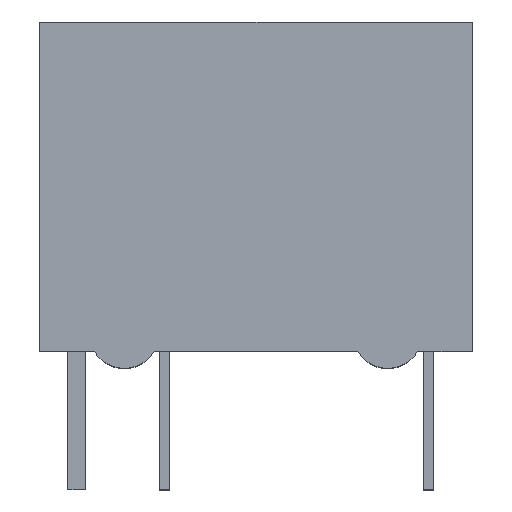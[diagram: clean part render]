
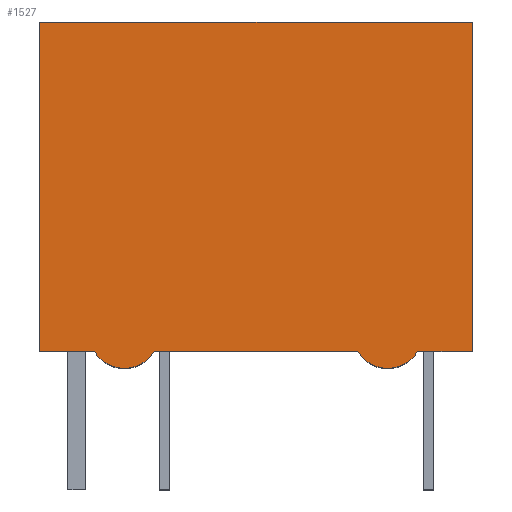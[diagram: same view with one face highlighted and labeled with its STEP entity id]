
A CAD part, top view. The second image highlights one B-rep face of the part: STEP entity #1527.
In plain terms, the highlighted planar face has unit normal (0, 0, 1).
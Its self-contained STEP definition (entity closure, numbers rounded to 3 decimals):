
#44 = ORIENTED_EDGE ( 'NONE', *, *, #91, .T. ) ;
#63 = EDGE_CURVE ( 'NONE', #982, #1100, #1551, .T. ) ;
#91 = EDGE_CURVE ( 'NONE', #1072, #972, #1642, .T. ) ;
#95 = VERTEX_POINT ( 'NONE', #1711 ) ;
#96 = ORIENTED_EDGE ( 'NONE', *, *, #105, .F. ) ;
#105 = EDGE_CURVE ( 'NONE', #1014, #886, #261, .T. ) ;
#110 = ORIENTED_EDGE ( 'NONE', *, *, #1128, .T. ) ;
#126 = LINE ( 'NONE', #127, #128 ) ;
#127 = CARTESIAN_POINT ( 'NONE',  ( 11.43, 10., 1.21 ) ) ;
#128 = VECTOR ( 'NONE', #129, 1000. ) ;
#129 = DIRECTION ( 'NONE',  ( 0., -1., 0. ) ) ;
#154 = EDGE_CURVE ( 'NONE', #850, #95, #340, .T. ) ;
#177 = ORIENTED_EDGE ( 'NONE', *, *, #1337, .F. ) ;
#232 = FACE_OUTER_BOUND ( 'NONE', #1184, .T. ) ;
#236 = PLANE ( 'NONE',  #237 ) ;
#237 = AXIS2_PLACEMENT_3D ( 'NONE', #238, #239, #240 ) ;
#238 = CARTESIAN_POINT ( 'NONE',  ( -1.07, 10., 1.21 ) ) ;
#239 = DIRECTION ( 'NONE',  ( 0., 0., -1. ) ) ;
#240 = DIRECTION ( 'NONE',  ( -1., 0., 0. ) ) ;
#241 = CARTESIAN_POINT ( 'NONE',  ( 0.514, 0.5, 1.21 ) ) ;
#261 = LINE ( 'NONE', #262, #263 ) ;
#262 = CARTESIAN_POINT ( 'NONE',  ( -1.07, 10., 1.21 ) ) ;
#263 = VECTOR ( 'NONE', #264, 1000. ) ;
#264 = DIRECTION ( 'NONE',  ( 1., 0., 0. ) ) ;
#275 = CARTESIAN_POINT ( 'NONE',  ( 2.246, 0.5, 1.21 ) ) ;
#340 = LINE ( 'NONE', #344, #345 ) ;
#344 = CARTESIAN_POINT ( 'NONE',  ( -1.07, 0.5, 1.21 ) ) ;
#345 = VECTOR ( 'NONE', #346, 1000. ) ;
#346 = DIRECTION ( 'NONE',  ( 1., 0., 0. ) ) ;
#394 = CARTESIAN_POINT ( 'NONE',  ( -1.07, 10., 1.21 ) ) ;
#479 = LINE ( 'NONE', #480, #481 ) ;
#480 = CARTESIAN_POINT ( 'NONE',  ( -1.07, 10., 1.21 ) ) ;
#481 = VECTOR ( 'NONE', #482, 1000. ) ;
#482 = DIRECTION ( 'NONE',  ( 0., -1., 0. ) ) ;
#585 = CARTESIAN_POINT ( 'NONE',  ( -1.07, 0.5, 1.21 ) ) ;
#685 = CARTESIAN_POINT ( 'NONE',  ( 8.114, 0.5, 1.21 ) ) ;
#850 = VERTEX_POINT ( 'NONE', #1348 ) ;
#886 = VERTEX_POINT ( 'NONE', #1486 ) ;
#910 = EDGE_CURVE ( 'NONE', #1100, #850, #1616, .T. ) ;
#972 = VERTEX_POINT ( 'NONE', #241 ) ;
#982 = VERTEX_POINT ( 'NONE', #275 ) ;
#1014 = VERTEX_POINT ( 'NONE', #394 ) ;
#1024 = ORIENTED_EDGE ( 'NONE', *, *, #154, .T. ) ;
#1040 = EDGE_CURVE ( 'NONE', #1014, #1072, #479, .T. ) ;
#1072 = VERTEX_POINT ( 'NONE', #585 ) ;
#1100 = VERTEX_POINT ( 'NONE', #685 ) ;
#1128 = EDGE_CURVE ( 'NONE', #972, #982, #1357, .T. ) ;
#1149 = ORIENTED_EDGE ( 'NONE', *, *, #63, .T. ) ;
#1151 = ORIENTED_EDGE ( 'NONE', *, *, #910, .T. ) ;
#1184 = EDGE_LOOP ( 'NONE', ( #44, #110, #1149, #1151, #1024, #177, #96, #1422 ) ) ;
#1337 = EDGE_CURVE ( 'NONE', #886, #95, #126, .T. ) ;
#1348 = CARTESIAN_POINT ( 'NONE',  ( 9.846, 0.5, 1.21 ) ) ;
#1357 = CIRCLE ( 'NONE', #1358, 1. ) ;
#1358 = AXIS2_PLACEMENT_3D ( 'NONE', #1359, #1360, #1361 ) ;
#1359 = CARTESIAN_POINT ( 'NONE',  ( 1.38, 1., 1.21 ) ) ;
#1360 = DIRECTION ( 'NONE',  ( 0., 0., 1. ) ) ;
#1361 = DIRECTION ( 'NONE',  ( 1., 0., 0. ) ) ;
#1422 = ORIENTED_EDGE ( 'NONE', *, *, #1040, .T. ) ;
#1486 = CARTESIAN_POINT ( 'NONE',  ( 11.43, 10., 1.21 ) ) ;
#1527 = ADVANCED_FACE ( 'NONE', ( #232 ), #236, .F. ) ;
#1551 = LINE ( 'NONE', #1552, #1553 ) ;
#1552 = CARTESIAN_POINT ( 'NONE',  ( -1.07, 0.5, 1.21 ) ) ;
#1553 = VECTOR ( 'NONE', #1554, 1000. ) ;
#1554 = DIRECTION ( 'NONE',  ( 1., 0., 0. ) ) ;
#1616 = CIRCLE ( 'NONE', #1617, 1. ) ;
#1617 = AXIS2_PLACEMENT_3D ( 'NONE', #1618, #1619, #1620 ) ;
#1618 = CARTESIAN_POINT ( 'NONE',  ( 8.98, 1., 1.21 ) ) ;
#1619 = DIRECTION ( 'NONE',  ( 0., 0., 1. ) ) ;
#1620 = DIRECTION ( 'NONE',  ( -1., 0., 0. ) ) ;
#1642 = LINE ( 'NONE', #1643, #1644 ) ;
#1643 = CARTESIAN_POINT ( 'NONE',  ( -1.07, 0.5, 1.21 ) ) ;
#1644 = VECTOR ( 'NONE', #1645, 1000. ) ;
#1645 = DIRECTION ( 'NONE',  ( 1., 0., 0. ) ) ;
#1711 = CARTESIAN_POINT ( 'NONE',  ( 11.43, 0.5, 1.21 ) ) ;
